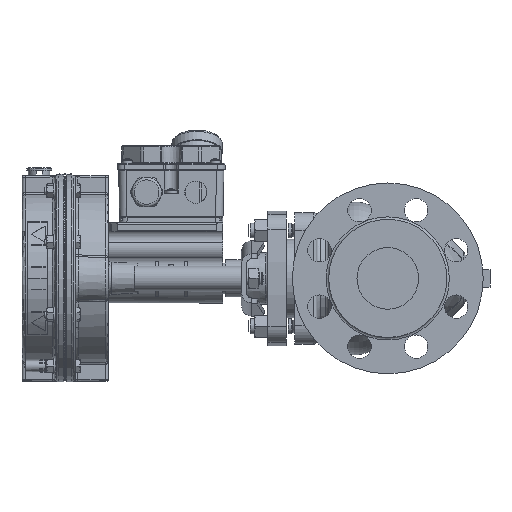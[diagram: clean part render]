
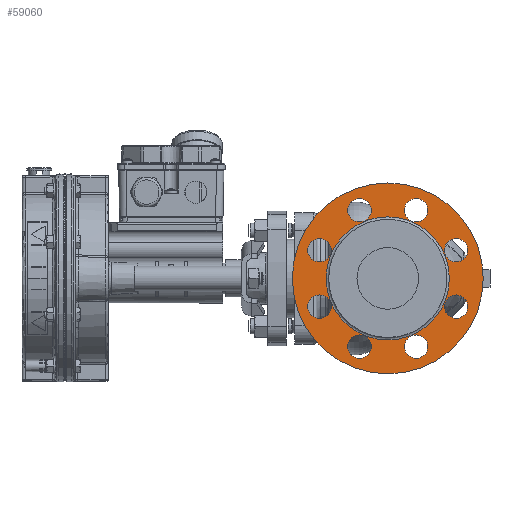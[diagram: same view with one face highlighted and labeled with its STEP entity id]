
A CAD part, left-side view. The second image highlights one B-rep face of the part: STEP entity #59060.
In plain terms, the highlighted planar face has unit normal (-1, 0, 0).
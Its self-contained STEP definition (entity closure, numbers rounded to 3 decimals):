
#1729=CIRCLE('',#62922,9.5);
#1730=CIRCLE('',#62923,9.5);
#1732=CIRCLE('',#62926,9.5);
#1733=CIRCLE('',#62927,9.5);
#1735=CIRCLE('',#62930,9.5);
#1736=CIRCLE('',#62931,9.5);
#1738=CIRCLE('',#62934,9.5);
#1739=CIRCLE('',#62935,9.5);
#1741=CIRCLE('',#62938,9.5);
#1742=CIRCLE('',#62939,9.5);
#1744=CIRCLE('',#62942,9.5);
#1745=CIRCLE('',#62943,9.5);
#1747=CIRCLE('',#62946,9.5);
#1748=CIRCLE('',#62947,9.5);
#1750=CIRCLE('',#62950,9.5);
#1751=CIRCLE('',#62951,9.5);
#1776=CIRCLE('',#62985,50.);
#1780=CIRCLE('',#62989,50.);
#1781=CIRCLE('',#62991,77.5);
#1782=CIRCLE('',#62992,77.5);
#5149=PLANE('',#62990);
#6375=FACE_BOUND('',#11610,.T.);
#6376=FACE_BOUND('',#11611,.T.);
#6377=FACE_BOUND('',#11612,.T.);
#6378=FACE_BOUND('',#11613,.T.);
#6379=FACE_BOUND('',#11614,.T.);
#6380=FACE_BOUND('',#11615,.T.);
#6381=FACE_BOUND('',#11616,.T.);
#6382=FACE_BOUND('',#11617,.T.);
#6383=FACE_BOUND('',#11618,.T.);
#7916=FACE_OUTER_BOUND('',#11609,.T.);
#11609=EDGE_LOOP('',(#42073,#42074));
#11610=EDGE_LOOP('',(#42075,#42076));
#11611=EDGE_LOOP('',(#42077,#42078));
#11612=EDGE_LOOP('',(#42079,#42080));
#11613=EDGE_LOOP('',(#42081,#42082));
#11614=EDGE_LOOP('',(#42083,#42084));
#11615=EDGE_LOOP('',(#42085,#42086));
#11616=EDGE_LOOP('',(#42087,#42088));
#11617=EDGE_LOOP('',(#42089,#42090));
#11618=EDGE_LOOP('',(#42091,#42092));
#25120=VERTEX_POINT('',#97699);
#25121=VERTEX_POINT('',#97700);
#25123=VERTEX_POINT('',#97707);
#25124=VERTEX_POINT('',#97708);
#25126=VERTEX_POINT('',#97715);
#25127=VERTEX_POINT('',#97716);
#25129=VERTEX_POINT('',#97723);
#25130=VERTEX_POINT('',#97724);
#25132=VERTEX_POINT('',#97731);
#25133=VERTEX_POINT('',#97732);
#25135=VERTEX_POINT('',#97739);
#25136=VERTEX_POINT('',#97740);
#25138=VERTEX_POINT('',#97747);
#25139=VERTEX_POINT('',#97748);
#25141=VERTEX_POINT('',#97755);
#25142=VERTEX_POINT('',#97756);
#25168=VERTEX_POINT('',#97910);
#25169=VERTEX_POINT('',#97911);
#25172=VERTEX_POINT('',#97920);
#25173=VERTEX_POINT('',#97921);
#31382=EDGE_CURVE('',#25120,#25121,#1729,.T.);
#31383=EDGE_CURVE('',#25121,#25120,#1730,.T.);
#31386=EDGE_CURVE('',#25123,#25124,#1732,.T.);
#31387=EDGE_CURVE('',#25124,#25123,#1733,.T.);
#31390=EDGE_CURVE('',#25126,#25127,#1735,.T.);
#31391=EDGE_CURVE('',#25127,#25126,#1736,.T.);
#31394=EDGE_CURVE('',#25129,#25130,#1738,.T.);
#31395=EDGE_CURVE('',#25130,#25129,#1739,.T.);
#31398=EDGE_CURVE('',#25132,#25133,#1741,.T.);
#31399=EDGE_CURVE('',#25133,#25132,#1742,.T.);
#31402=EDGE_CURVE('',#25135,#25136,#1744,.T.);
#31403=EDGE_CURVE('',#25136,#25135,#1745,.T.);
#31406=EDGE_CURVE('',#25138,#25139,#1747,.T.);
#31407=EDGE_CURVE('',#25139,#25138,#1748,.T.);
#31410=EDGE_CURVE('',#25141,#25142,#1750,.T.);
#31411=EDGE_CURVE('',#25142,#25141,#1751,.T.);
#31443=EDGE_CURVE('',#25168,#25169,#1776,.T.);
#31447=EDGE_CURVE('',#25169,#25168,#1780,.T.);
#31448=EDGE_CURVE('',#25172,#25173,#1781,.T.);
#31449=EDGE_CURVE('',#25173,#25172,#1782,.T.);
#42073=ORIENTED_EDGE('',*,*,#31448,.F.);
#42074=ORIENTED_EDGE('',*,*,#31449,.F.);
#42075=ORIENTED_EDGE('',*,*,#31382,.T.);
#42076=ORIENTED_EDGE('',*,*,#31383,.T.);
#42077=ORIENTED_EDGE('',*,*,#31386,.T.);
#42078=ORIENTED_EDGE('',*,*,#31387,.T.);
#42079=ORIENTED_EDGE('',*,*,#31390,.T.);
#42080=ORIENTED_EDGE('',*,*,#31391,.T.);
#42081=ORIENTED_EDGE('',*,*,#31394,.T.);
#42082=ORIENTED_EDGE('',*,*,#31395,.T.);
#42083=ORIENTED_EDGE('',*,*,#31398,.T.);
#42084=ORIENTED_EDGE('',*,*,#31399,.T.);
#42085=ORIENTED_EDGE('',*,*,#31402,.T.);
#42086=ORIENTED_EDGE('',*,*,#31403,.T.);
#42087=ORIENTED_EDGE('',*,*,#31406,.T.);
#42088=ORIENTED_EDGE('',*,*,#31407,.T.);
#42089=ORIENTED_EDGE('',*,*,#31410,.T.);
#42090=ORIENTED_EDGE('',*,*,#31411,.T.);
#42091=ORIENTED_EDGE('',*,*,#31443,.F.);
#42092=ORIENTED_EDGE('',*,*,#31447,.F.);
#59060=ADVANCED_FACE('',(#7916,#6375,#6376,#6377,#6378,#6379,#6380,#6381,
#6382,#6383),#5149,.T.);
#62922=AXIS2_PLACEMENT_3D('',#97701,#70637,#70638);
#62923=AXIS2_PLACEMENT_3D('',#97702,#70639,#70640);
#62926=AXIS2_PLACEMENT_3D('',#97709,#70646,#70647);
#62927=AXIS2_PLACEMENT_3D('',#97710,#70648,#70649);
#62930=AXIS2_PLACEMENT_3D('',#97717,#70655,#70656);
#62931=AXIS2_PLACEMENT_3D('',#97718,#70657,#70658);
#62934=AXIS2_PLACEMENT_3D('',#97725,#70664,#70665);
#62935=AXIS2_PLACEMENT_3D('',#97726,#70666,#70667);
#62938=AXIS2_PLACEMENT_3D('',#97733,#70673,#70674);
#62939=AXIS2_PLACEMENT_3D('',#97734,#70675,#70676);
#62942=AXIS2_PLACEMENT_3D('',#97741,#70682,#70683);
#62943=AXIS2_PLACEMENT_3D('',#97742,#70684,#70685);
#62946=AXIS2_PLACEMENT_3D('',#97749,#70691,#70692);
#62947=AXIS2_PLACEMENT_3D('',#97750,#70693,#70694);
#62950=AXIS2_PLACEMENT_3D('',#97757,#70700,#70701);
#62951=AXIS2_PLACEMENT_3D('',#97758,#70702,#70703);
#62985=AXIS2_PLACEMENT_3D('',#97912,#70773,#70774);
#62989=AXIS2_PLACEMENT_3D('',#97918,#70781,#70782);
#62990=AXIS2_PLACEMENT_3D('',#97919,#70783,#70784);
#62991=AXIS2_PLACEMENT_3D('',#97922,#70785,#70786);
#62992=AXIS2_PLACEMENT_3D('',#97923,#70787,#70788);
#70637=DIRECTION('center_axis',(1.,0.,0.));
#70638=DIRECTION('ref_axis',(0.,0.,1.));
#70639=DIRECTION('center_axis',(1.,0.,0.));
#70640=DIRECTION('ref_axis',(0.,0.,1.));
#70646=DIRECTION('center_axis',(1.,0.,0.));
#70647=DIRECTION('ref_axis',(0.,0.,1.));
#70648=DIRECTION('center_axis',(1.,0.,0.));
#70649=DIRECTION('ref_axis',(0.,0.,1.));
#70655=DIRECTION('center_axis',(1.,0.,0.));
#70656=DIRECTION('ref_axis',(0.,0.,1.));
#70657=DIRECTION('center_axis',(1.,0.,0.));
#70658=DIRECTION('ref_axis',(0.,0.,1.));
#70664=DIRECTION('center_axis',(1.,0.,0.));
#70665=DIRECTION('ref_axis',(0.,0.,1.));
#70666=DIRECTION('center_axis',(1.,0.,0.));
#70667=DIRECTION('ref_axis',(0.,0.,1.));
#70673=DIRECTION('center_axis',(1.,0.,0.));
#70674=DIRECTION('ref_axis',(0.,0.,1.));
#70675=DIRECTION('center_axis',(1.,0.,0.));
#70676=DIRECTION('ref_axis',(0.,0.,1.));
#70682=DIRECTION('center_axis',(1.,0.,0.));
#70683=DIRECTION('ref_axis',(0.,0.,1.));
#70684=DIRECTION('center_axis',(1.,0.,0.));
#70685=DIRECTION('ref_axis',(0.,0.,1.));
#70691=DIRECTION('center_axis',(1.,0.,0.));
#70692=DIRECTION('ref_axis',(0.,0.,1.));
#70693=DIRECTION('center_axis',(1.,0.,0.));
#70694=DIRECTION('ref_axis',(0.,0.,1.));
#70700=DIRECTION('center_axis',(1.,0.,0.));
#70701=DIRECTION('ref_axis',(0.,0.,1.));
#70702=DIRECTION('center_axis',(1.,0.,0.));
#70703=DIRECTION('ref_axis',(0.,0.,1.));
#70773=DIRECTION('center_axis',(-1.,0.,0.));
#70774=DIRECTION('ref_axis',(0.,0.,-1.));
#70781=DIRECTION('center_axis',(-1.,0.,0.));
#70782=DIRECTION('ref_axis',(0.,0.,-1.));
#70783=DIRECTION('center_axis',(-1.,0.,0.));
#70784=DIRECTION('ref_axis',(0.,0.,1.));
#70785=DIRECTION('center_axis',(1.,0.,0.));
#70786=DIRECTION('ref_axis',(0.,0.,1.));
#70787=DIRECTION('center_axis',(1.,0.,0.));
#70788=DIRECTION('ref_axis',(0.,0.,1.));
#97699=CARTESIAN_POINT('',(-130.502,58.367,32.461));
#97700=CARTESIAN_POINT('',(-130.502,58.367,13.461));
#97701=CARTESIAN_POINT('Origin',(-130.502,58.367,22.961));
#97702=CARTESIAN_POINT('Origin',(-130.502,58.367,22.961));
#97707=CARTESIAN_POINT('',(-130.502,-52.498,-13.461));
#97708=CARTESIAN_POINT('',(-130.502,-52.498,-32.461));
#97709=CARTESIAN_POINT('Origin',(-130.502,-52.498,-22.961));
#97710=CARTESIAN_POINT('Origin',(-130.502,-52.498,-22.961));
#97715=CARTESIAN_POINT('',(-130.502,-52.498,32.461));
#97716=CARTESIAN_POINT('',(-130.502,-52.498,13.461));
#97717=CARTESIAN_POINT('Origin',(-130.502,-52.498,22.961));
#97718=CARTESIAN_POINT('Origin',(-130.502,-52.498,22.961));
#97723=CARTESIAN_POINT('',(-130.502,58.367,-13.461));
#97724=CARTESIAN_POINT('',(-130.502,58.367,-32.461));
#97725=CARTESIAN_POINT('Origin',(-130.502,58.367,-22.961));
#97726=CARTESIAN_POINT('Origin',(-130.502,58.367,-22.961));
#97731=CARTESIAN_POINT('',(-130.502,-20.027,64.933));
#97732=CARTESIAN_POINT('',(-130.502,-20.027,45.933));
#97733=CARTESIAN_POINT('Origin',(-130.502,-20.027,55.433));
#97734=CARTESIAN_POINT('Origin',(-130.502,-20.027,55.433));
#97739=CARTESIAN_POINT('',(-130.502,-20.027,-45.933));
#97740=CARTESIAN_POINT('',(-130.502,-20.027,-64.933));
#97741=CARTESIAN_POINT('Origin',(-130.502,-20.027,-55.433));
#97742=CARTESIAN_POINT('Origin',(-130.502,-20.027,-55.433));
#97747=CARTESIAN_POINT('',(-130.502,25.895,64.933));
#97748=CARTESIAN_POINT('',(-130.502,25.895,45.933));
#97749=CARTESIAN_POINT('Origin',(-130.502,25.895,55.433));
#97750=CARTESIAN_POINT('Origin',(-130.502,25.895,55.433));
#97755=CARTESIAN_POINT('',(-130.502,25.895,-45.933));
#97756=CARTESIAN_POINT('',(-130.502,25.895,-64.933));
#97757=CARTESIAN_POINT('Origin',(-130.502,25.895,-55.433));
#97758=CARTESIAN_POINT('Origin',(-130.502,25.895,-55.433));
#97910=CARTESIAN_POINT('',(-130.502,2.934,50.));
#97911=CARTESIAN_POINT('',(-130.502,2.934,-50.));
#97912=CARTESIAN_POINT('Origin',(-130.502,2.934,0.));
#97918=CARTESIAN_POINT('Origin',(-130.502,2.934,0.));
#97919=CARTESIAN_POINT('Origin',(-130.502,2.934,0.));
#97920=CARTESIAN_POINT('',(-130.502,2.934,77.5));
#97921=CARTESIAN_POINT('',(-130.502,2.934,-77.5));
#97922=CARTESIAN_POINT('Origin',(-130.502,2.934,0.));
#97923=CARTESIAN_POINT('Origin',(-130.502,2.934,0.));
